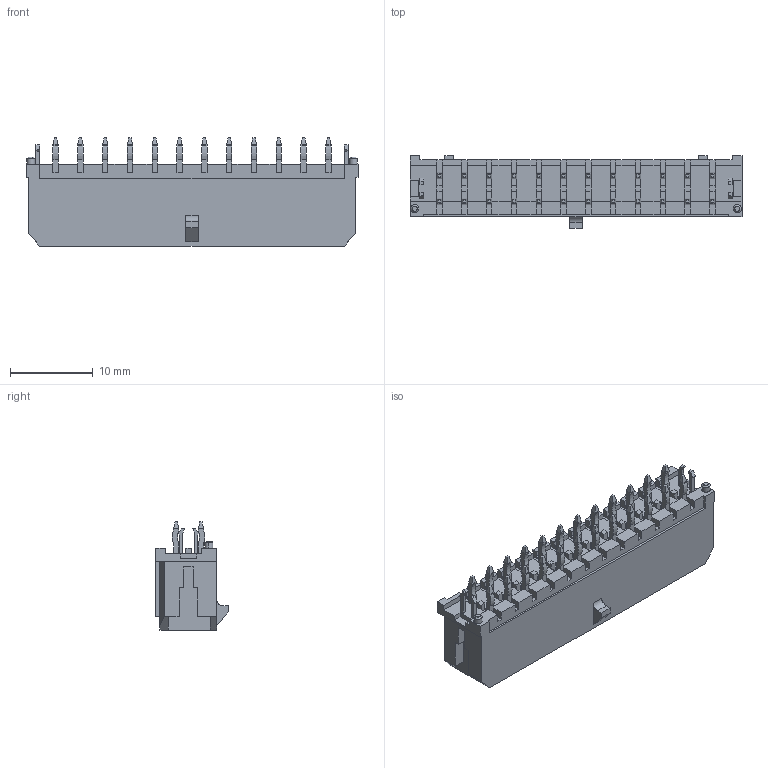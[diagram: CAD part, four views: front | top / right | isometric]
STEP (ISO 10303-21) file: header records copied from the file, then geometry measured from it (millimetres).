
FILE_DESCRIPTION (( 'STEP AP214' ), '1' );
FILE_NAME ('reoriented-430452425.STEP', '2023-10-13T10:38:18', ( '' ), ( '' ), 'SwSTEP 2.0', 'SolidWorks 2021', '' );
FILE_SCHEMA (( 'AUTOMOTIVE_DESIGN' ));
Length unit declared in the file: millimetre
Products named in the file (1): reoriented-430452425
Bounding box: 40.15 x 8.77 x 13.09 mm (x, y, z)
Volume: 1588.2 mm3; surface area: 3680.2 mm2
Topology: 1 solids, 1 shells, 1076 faces, 2698 edges, 1682 vertices
Faces by surface type: plane 1017, cylinder 53, cone 6
Entity records: 31130 total; most frequent: CARTESIAN_POINT 5457, ORIENTED_EDGE 5396, DIRECTION 4966, EDGE_CURVE 2698, LINE 2584, VECTOR 2584, VERTEX_POINT 1682, AXIS2_PLACEMENT_3D 1191
